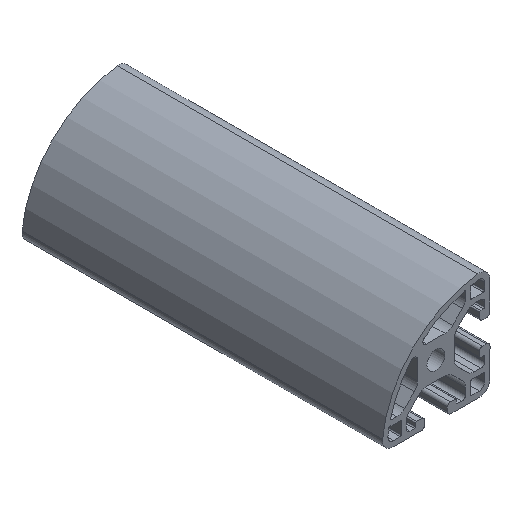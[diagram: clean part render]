
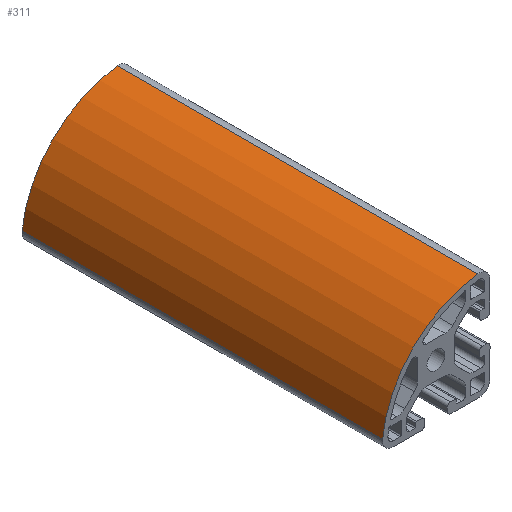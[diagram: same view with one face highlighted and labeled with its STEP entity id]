
A CAD part, isometric view. The second image highlights one B-rep face of the part: STEP entity #311.
In plain terms, the highlighted cylindrical face has radius 30 mm (diameter 60 mm), a partial arc.
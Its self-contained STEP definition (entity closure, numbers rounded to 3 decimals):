
#311 = ADVANCED_FACE( '', ( #636 ), #637, .T. );
#636 = FACE_OUTER_BOUND( '', #971, .T. );
#637 = CYLINDRICAL_SURFACE( '', #972, 30. );
#971 = EDGE_LOOP( '', ( #1845, #1846, #1847, #1848 ) );
#972 = AXIS2_PLACEMENT_3D( '', #1849, #1850, #1851 );
#1845 = ORIENTED_EDGE( '', *, *, #2102, .F. );
#1846 = ORIENTED_EDGE( '', *, *, #2440, .F. );
#1847 = ORIENTED_EDGE( '', *, *, #2441, .T. );
#1848 = ORIENTED_EDGE( '', *, *, #2433, .T. );
#1849 = CARTESIAN_POINT( '', ( 14.916, 100., -14.916 ) );
#1850 = DIRECTION( '', ( 0., 1., 0. ) );
#1851 = DIRECTION( '', ( 0., 0., -1. ) );
#2102 = EDGE_CURVE( '', #2558, #2560, #2561, .T. );
#2433 = EDGE_CURVE( '', #3049, #2560, #3050, .T. );
#2440 = EDGE_CURVE( '', #3057, #2558, #3058, .T. );
#2441 = EDGE_CURVE( '', #3057, #3049, #3059, .T. );
#2558 = VERTEX_POINT( '', #3195 );
#2560 = VERTEX_POINT( '', #3197 );
#2561 = CIRCLE( '', #3198, 30. );
#3049 = VERTEX_POINT( '', #3853 );
#3050 = LINE( '', #3854, #3855 );
#3057 = VERTEX_POINT( '', #3863 );
#3058 = LINE( '', #3864, #3865 );
#3059 = CIRCLE( '', #3866, 30. );
#3195 = CARTESIAN_POINT( '', ( 11.583, 0., 14.898 ) );
#3197 = CARTESIAN_POINT( '', ( -14.898, 0., -11.583 ) );
#3198 = AXIS2_PLACEMENT_3D( '', #3999, #4000, #4001 );
#3853 = CARTESIAN_POINT( '', ( -14.898, 100., -11.583 ) );
#3854 = CARTESIAN_POINT( '', ( -14.898, 100., -11.583 ) );
#3855 = VECTOR( '', #4397, 1000. );
#3863 = CARTESIAN_POINT( '', ( 11.583, 100., 14.898 ) );
#3864 = CARTESIAN_POINT( '', ( 11.583, 100., 14.898 ) );
#3865 = VECTOR( '', #4405, 1000. );
#3866 = AXIS2_PLACEMENT_3D( '', #4406, #4407, #4408 );
#3999 = CARTESIAN_POINT( '', ( 14.916, 0., -14.916 ) );
#4000 = DIRECTION( '', ( 0., -1., 0. ) );
#4001 = DIRECTION( '', ( 1., 0., 0. ) );
#4397 = DIRECTION( '', ( 0., -1., 0. ) );
#4405 = DIRECTION( '', ( 0., -1., 0. ) );
#4406 = CARTESIAN_POINT( '', ( 14.916, 100., -14.916 ) );
#4407 = DIRECTION( '', ( 0., -1., 0. ) );
#4408 = DIRECTION( '', ( 1., 0., 0. ) );
